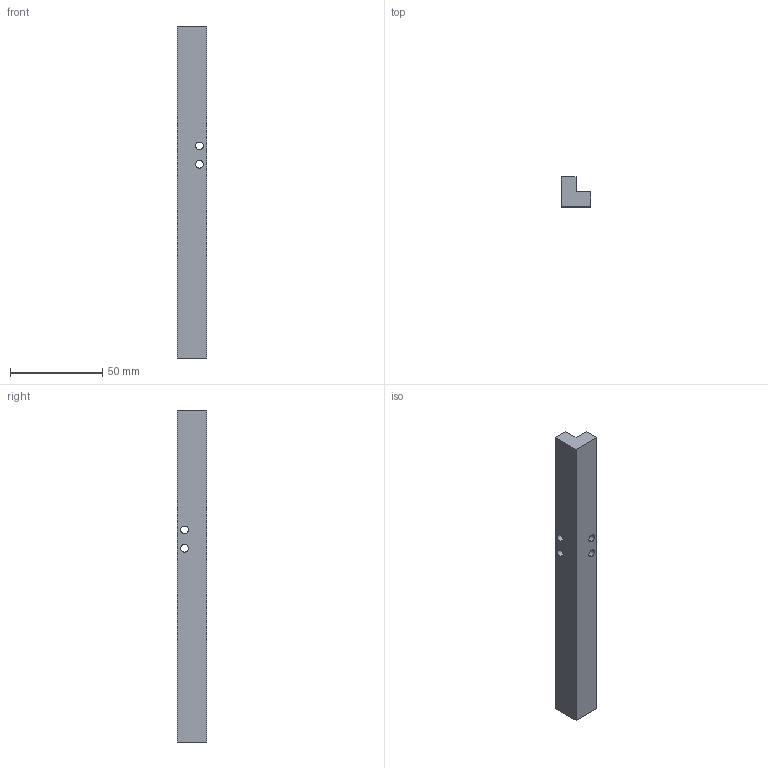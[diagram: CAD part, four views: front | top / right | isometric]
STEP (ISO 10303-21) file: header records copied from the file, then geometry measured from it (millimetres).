
FILE_DESCRIPTION (( 'STEP AP203' ), '1' );
FILE_NAME ('IP68-TOOL-MAG-P1.STEP', '2021-11-26T15:45:49', ( '' ), ( '' ), 'SwSTEP 2.0', 'SolidWorks 2016', '' );
FILE_SCHEMA (( 'CONFIG_CONTROL_DESIGN' ));
Length unit declared in the file: millimetre
Products named in the file (1): IP68-TOOL-MAG-P1
Bounding box: 16 x 16 x 180 mm (x, y, z)
Volume: 33717.1 mm3; surface area: 12589.5 mm2
Topology: 1 solids, 1 shells, 24 faces, 62 edges, 38 vertices
Faces by surface type: cylinder 12, plane 8, cone 4
Entity records: 803 total; most frequent: DIRECTION 132, CARTESIAN_POINT 121, ORIENTED_EDGE 116, EDGE_CURVE 58, AXIS2_PLACEMENT_3D 49, VERTEX_POINT 38, EDGE_LOOP 34, LINE 34
